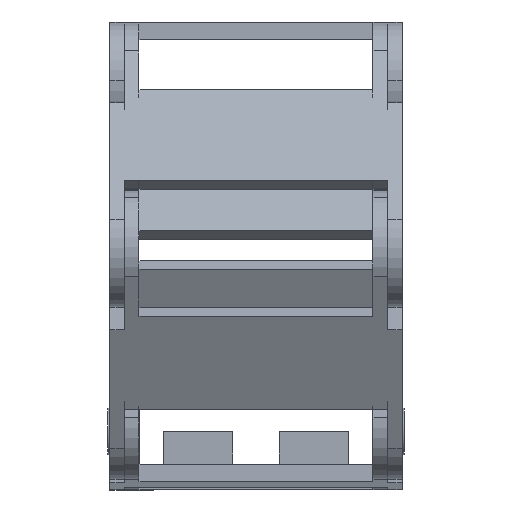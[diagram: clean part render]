
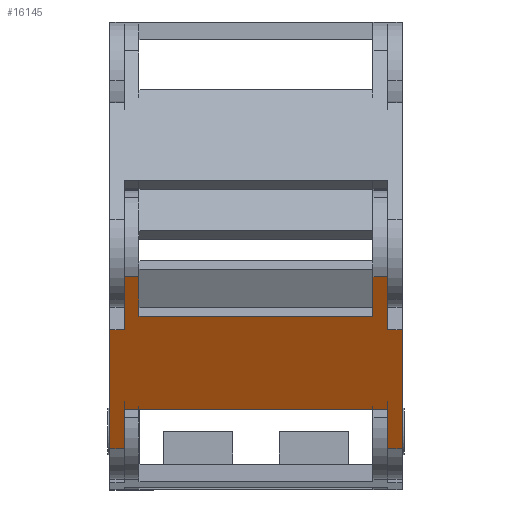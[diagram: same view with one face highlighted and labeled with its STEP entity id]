
A CAD part, left-side view. The second image highlights one B-rep face of the part: STEP entity #16145.
In plain terms, the highlighted planar face has unit normal (-0.881, 0, -0.473).
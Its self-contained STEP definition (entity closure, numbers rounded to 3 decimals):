
#6275=VERTEX_POINT('',#18277);
#6413=EDGE_CURVE('',#16577,#14907,#18425,.T.);
#6465=EDGE_CURVE('',#6523,#8405,#18479,.T.);
#6523=VERTEX_POINT('',#18546);
#6527=EDGE_CURVE('',#9545,#11525,#18550,.T.);
#7393=EDGE_CURVE('',#9545,#13961,#19493,.T.);
#8179=EDGE_CURVE('',#16027,#6275,#20347,.T.);
#8405=VERTEX_POINT('',#20596);
#8545=VERTEX_POINT('',#20747);
#8641=EDGE_CURVE('',#6275,#8545,#20851,.T.);
#9257=EDGE_CURVE('',#11935,#16673,#21534,.T.);
#9545=VERTEX_POINT('',#21868);
#9579=EDGE_CURVE('',#16937,#10685,#21903,.T.);
#10639=EDGE_CURVE('',#13363,#16673,#23068,.T.);
#10685=VERTEX_POINT('',#23115);
#11395=EDGE_CURVE('',#14907,#16937,#23893,.T.);
#11525=VERTEX_POINT('',#24041);
#11935=VERTEX_POINT('',#24487);
#12035=VERTEX_POINT('',#24593);
#12611=EDGE_CURVE('',#8405,#16577,#25222,.T.);
#13363=VERTEX_POINT('',#26072);
#13877=EDGE_CURVE('',#12035,#11525,#26633,.T.);
#13961=VERTEX_POINT('',#26720);
#14515=EDGE_CURVE('',#13961,#13363,#27323,.T.);
#14857=EDGE_CURVE('',#11935,#6523,#27694,.T.);
#14895=EDGE_CURVE('',#8545,#12035,#27736,.T.);
#14907=VERTEX_POINT('',#27748);
#16027=VERTEX_POINT('',#28981);
#16145=ADVANCED_FACE('',(#29115),#29116,.T.);
#16577=VERTEX_POINT('',#29599);
#16673=VERTEX_POINT('',#29705);
#16937=VERTEX_POINT('',#29988);
#17389=EDGE_CURVE('',#10685,#16027,#30494,.T.);
#18277=CARTESIAN_POINT('',(-346.272,21.25,13.232));
#18425=LINE('',#31742,#31743);
#18479=LINE('',#31821,#31822);
#18546=CARTESIAN_POINT('',(-343.843,-2.5,8.707));
#18550=LINE('',#31919,#31920);
#19493=LINE('',#33260,#33261);
#20347=LINE('',#34448,#34449);
#20596=CARTESIAN_POINT('',(-343.843,-1.25,8.707));
#20747=CARTESIAN_POINT('',(-343.843,21.25,8.707));
#20851=LINE('',#35134,#35135);
#21534=LINE('',#36038,#36039);
#21868=CARTESIAN_POINT('',(-338.389,21.25,-1.457));
#21903=LINE('',#36526,#36527);
#23068=LINE('',#38092,#38093);
#23115=CARTESIAN_POINT('',(-344.458,20.0,9.852));
#23893=LINE('',#39246,#39247);
#24041=CARTESIAN_POINT('',(-338.389,22.5,-1.457));
#24487=CARTESIAN_POINT('',(-338.389,-2.5,-1.457));
#24593=CARTESIAN_POINT('',(-343.843,22.5,8.707));
#25222=LINE('',#41086,#41087);
#26072=CARTESIAN_POINT('',(-340.202,-1.25,1.922));
#26633=LINE('',#42982,#42983);
#26720=CARTESIAN_POINT('',(-340.202,21.25,1.922));
#27323=LINE('',#43942,#43943);
#27694=LINE('',#44453,#44454);
#27736=LINE('',#44514,#44515);
#27748=CARTESIAN_POINT('',(-346.272,0.0,13.232));
#28981=CARTESIAN_POINT('',(-346.272,20.0,13.232));
#29115=FACE_OUTER_BOUND('',#46375,.T.);
#29116=PLANE('',#46376);
#29599=CARTESIAN_POINT('',(-346.272,-1.25,13.232));
#29705=CARTESIAN_POINT('',(-338.389,-1.25,-1.457));
#29988=CARTESIAN_POINT('',(-344.458,0.0,9.852));
#30494=LINE('',#48247,#48248);
#31742=CARTESIAN_POINT('',(-346.272,-2.5,13.232));
#31743=VECTOR('',#49602,1.0);
#31821=CARTESIAN_POINT('',(-343.843,-2.188,8.707));
#31822=VECTOR('',#49638,1.0);
#31919=CARTESIAN_POINT('',(-338.389,-2.5,-1.457));
#31920=VECTOR('',#49730,1.0);
#33260=CARTESIAN_POINT('',(-340.084,21.25,1.702));
#33261=VECTOR('',#50759,1.0);
#34448=CARTESIAN_POINT('',(-346.272,-2.5,13.232));
#34449=VECTOR('',#51648,1.0);
#35134=CARTESIAN_POINT('',(-348.21,21.25,16.844));
#35135=VECTOR('',#52228,1.0);
#36038=CARTESIAN_POINT('',(-338.389,-2.5,-1.457));
#36039=VECTOR('',#53026,1.0);
#36526=CARTESIAN_POINT('',(-344.458,3.75,9.852));
#36527=VECTOR('',#53521,1.0);
#38092=CARTESIAN_POINT('',(-340.084,-1.25,1.702));
#38093=VECTOR('',#54883,1.0);
#39246=CARTESIAN_POINT('',(-348.518,0.0,17.417));
#39247=VECTOR('',#55794,1.0);
#41086=CARTESIAN_POINT('',(-348.21,-1.25,16.844));
#41087=VECTOR('',#57221,1.0);
#42982=CARTESIAN_POINT('',(-338.389,22.5,-1.457));
#42983=VECTOR('',#58961,1.0);
#43942=CARTESIAN_POINT('',(-340.202,3.75,1.922));
#43943=VECTOR('',#59714,1.0);
#44453=CARTESIAN_POINT('',(-338.389,-2.5,-1.457));
#44454=VECTOR('',#60125,1.0);
#44514=CARTESIAN_POINT('',(-343.843,9.688,8.707));
#44515=VECTOR('',#60182,1.0);
#46375=EDGE_LOOP('',(#61754,#61755,#61756,#61757,#61758,#61759,#61760,#61761,#61762,#61763,#61764,#61765,#61766,#61767,#61768,#61769));
#46376=AXIS2_PLACEMENT_3D('',#61770,#61771,#61772);
#48247=CARTESIAN_POINT('',(-348.518,20.0,17.417));
#48248=VECTOR('',#63355,1.0);
#49602=DIRECTION('',(0.0,1.0,0.0));
#49638=DIRECTION('',(0.0,1.0,0.0));
#49730=DIRECTION('',(0.0,1.0,0.0));
#50759=DIRECTION('',(-0.473,0.0,0.881));
#51648=DIRECTION('',(0.0,1.0,0.0));
#52228=DIRECTION('',(0.473,0.0,-0.881));
#53026=DIRECTION('',(0.0,1.0,0.0));
#53521=DIRECTION('',(0.0,1.0,0.0));
#54883=DIRECTION('',(0.473,0.0,-0.881));
#55794=DIRECTION('',(0.473,0.0,-0.881));
#57221=DIRECTION('',(-0.473,0.0,0.881));
#58961=DIRECTION('',(0.473,-0.0,-0.881));
#59714=DIRECTION('',(0.0,-1.0,-0.0));
#60125=DIRECTION('',(-0.473,0.0,0.881));
#60182=DIRECTION('',(0.0,1.0,0.0));
#61754=ORIENTED_EDGE('',*,*,#8641,.T.);
#61755=ORIENTED_EDGE('',*,*,#14895,.T.);
#61756=ORIENTED_EDGE('',*,*,#13877,.T.);
#61757=ORIENTED_EDGE('',*,*,#6527,.F.);
#61758=ORIENTED_EDGE('',*,*,#7393,.T.);
#61759=ORIENTED_EDGE('',*,*,#14515,.T.);
#61760=ORIENTED_EDGE('',*,*,#10639,.T.);
#61761=ORIENTED_EDGE('',*,*,#9257,.F.);
#61762=ORIENTED_EDGE('',*,*,#14857,.T.);
#61763=ORIENTED_EDGE('',*,*,#6465,.T.);
#61764=ORIENTED_EDGE('',*,*,#12611,.T.);
#61765=ORIENTED_EDGE('',*,*,#6413,.T.);
#61766=ORIENTED_EDGE('',*,*,#11395,.T.);
#61767=ORIENTED_EDGE('',*,*,#9579,.T.);
#61768=ORIENTED_EDGE('',*,*,#17389,.T.);
#61769=ORIENTED_EDGE('',*,*,#8179,.T.);
#61770=CARTESIAN_POINT('',(-346.272,-2.5,13.232));
#61771=DIRECTION('',(-0.881,0.0,-0.473));
#61772=DIRECTION('',(-0.473,0.0,0.881));
#63355=DIRECTION('',(-0.473,0.0,0.881));
